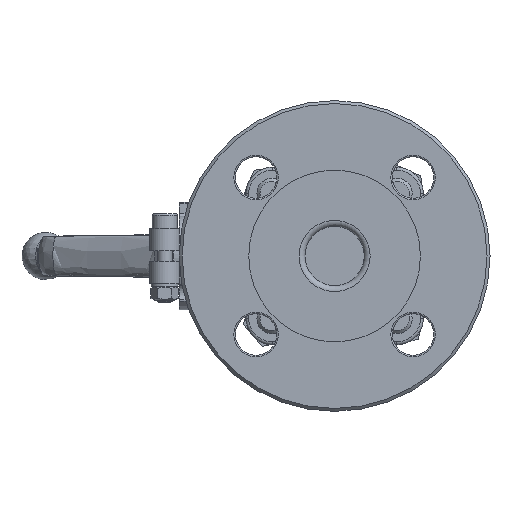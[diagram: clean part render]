
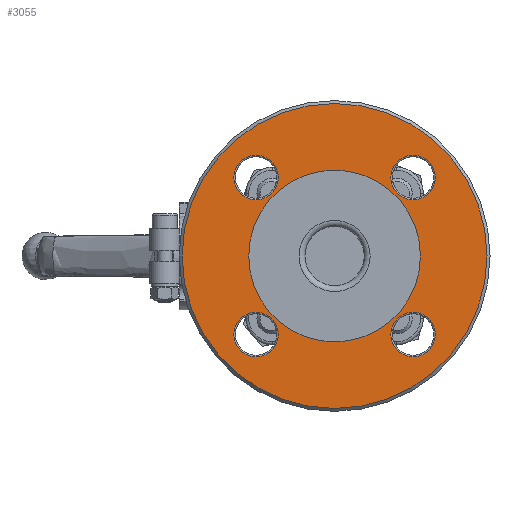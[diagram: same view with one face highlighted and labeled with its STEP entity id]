
A CAD part, left-side view. The second image highlights one B-rep face of the part: STEP entity #3055.
In plain terms, the highlighted planar face has unit normal (-1, 0, 0).
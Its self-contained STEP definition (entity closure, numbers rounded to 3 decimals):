
#995 = AXIS2_PLACEMENT_3D ( 'NONE', #24413, #28343, #2066 ) ;
#1060 = CIRCLE ( 'NONE', #22272, 29. ) ;
#1433 = FACE_BOUND ( 'NONE', #20384, .T. ) ;
#2066 = DIRECTION ( 'NONE',  ( 0., -1., 0. ) ) ;
#3055 = ADVANCED_FACE ( 'NONE', ( #38750, #30434, #45431, #11737, #20093, #1433 ), #26754, .T. ) ;
#3252 = CIRCLE ( 'NONE', #14965, 7.5 ) ;
#3703 = VERTEX_POINT ( 'NONE', #37565 ) ;
#3814 = EDGE_LOOP ( 'NONE', ( #17918 ) ) ;
#5406 = EDGE_LOOP ( 'NONE', ( #37352 ) ) ;
#6830 = DIRECTION ( 'NONE',  ( 0., -1., 0. ) ) ;
#6923 = DIRECTION ( 'NONE',  ( 0., 1., 0. ) ) ;
#7684 = DIRECTION ( 'NONE',  ( 0., 1., 0. ) ) ;
#7986 = VERTEX_POINT ( 'NONE', #12130 ) ;
#8219 = DIRECTION ( 'NONE',  ( 0., -1., 0. ) ) ;
#8373 = EDGE_CURVE ( 'NONE', #37333, #37333, #13433, .T. ) ;
#8672 = EDGE_CURVE ( 'NONE', #26780, #26780, #17974, .T. ) ;
#9058 = EDGE_CURVE ( 'NONE', #3703, #3703, #28979, .T. ) ;
#9937 = AXIS2_PLACEMENT_3D ( 'NONE', #41726, #38025, #31854 ) ;
#11074 = DIRECTION ( 'NONE',  ( 1., 0., 0. ) ) ;
#11450 = DIRECTION ( 'NONE',  ( 1., 0., 0. ) ) ;
#11737 = FACE_BOUND ( 'NONE', #5406, .T. ) ;
#12130 = CARTESIAN_POINT ( 'NONE',  ( 2., 19.017, -26.517 ) ) ;
#12472 = VERTEX_POINT ( 'NONE', #39255 ) ;
#12737 = ORIENTED_EDGE ( 'NONE', *, *, #8672, .T. ) ;
#13433 = CIRCLE ( 'NONE', #33849, 7.5 ) ;
#14965 = AXIS2_PLACEMENT_3D ( 'NONE', #26218, #11450, #26697 ) ;
#15853 = CIRCLE ( 'NONE', #995, 7.5 ) ;
#17157 = EDGE_CURVE ( 'NONE', #12472, #12472, #15853, .T. ) ;
#17164 = AXIS2_PLACEMENT_3D ( 'NONE', #21759, #22960, #8219 ) ;
#17918 = ORIENTED_EDGE ( 'NONE', *, *, #45412, .T. ) ;
#17974 = CIRCLE ( 'NONE', #17164, 7.5 ) ;
#18762 = AXIS2_PLACEMENT_3D ( 'NONE', #30769, #23376, #7684 ) ;
#18924 = EDGE_LOOP ( 'NONE', ( #20594 ) ) ;
#20093 = FACE_BOUND ( 'NONE', #3814, .T. ) ;
#20384 = EDGE_LOOP ( 'NONE', ( #46986 ) ) ;
#20594 = ORIENTED_EDGE ( 'NONE', *, *, #9058, .F. ) ;
#21464 = EDGE_CURVE ( 'NONE', #31177, #31177, #1060, .T. ) ;
#21759 = CARTESIAN_POINT ( 'NONE',  ( 2., -26.517, -26.517 ) ) ;
#22067 = EDGE_LOOP ( 'NONE', ( #12737 ) ) ;
#22272 = AXIS2_PLACEMENT_3D ( 'NONE', #25342, #11074, #6923 ) ;
#22837 = CARTESIAN_POINT ( 'NONE',  ( 2., -34.017, 26.517 ) ) ;
#22960 = DIRECTION ( 'NONE',  ( 1., 0., 0. ) ) ;
#23376 = DIRECTION ( 'NONE',  ( 1., 0., 0. ) ) ;
#24413 = CARTESIAN_POINT ( 'NONE',  ( 2., 26.517, 26.517 ) ) ;
#25342 = CARTESIAN_POINT ( 'NONE',  ( 2., 0., 0. ) ) ;
#26218 = CARTESIAN_POINT ( 'NONE',  ( 2., 26.517, -26.517 ) ) ;
#26697 = DIRECTION ( 'NONE',  ( 0., -1., 0. ) ) ;
#26754 = PLANE ( 'NONE',  #9937 ) ;
#26780 = VERTEX_POINT ( 'NONE', #48441 ) ;
#28343 = DIRECTION ( 'NONE',  ( 1., 0., 0. ) ) ;
#28876 = ORIENTED_EDGE ( 'NONE', *, *, #8373, .T. ) ;
#28979 = CIRCLE ( 'NONE', #18762, 51.5 ) ;
#30434 = FACE_BOUND ( 'NONE', #22067, .T. ) ;
#30769 = CARTESIAN_POINT ( 'NONE',  ( 2., 0., 0. ) ) ;
#31177 = VERTEX_POINT ( 'NONE', #38778 ) ;
#31854 = DIRECTION ( 'NONE',  ( 0., 1., 0. ) ) ;
#32862 = CARTESIAN_POINT ( 'NONE',  ( 2., -26.517, 26.517 ) ) ;
#33849 = AXIS2_PLACEMENT_3D ( 'NONE', #32862, #40710, #6830 ) ;
#37333 = VERTEX_POINT ( 'NONE', #22837 ) ;
#37352 = ORIENTED_EDGE ( 'NONE', *, *, #17157, .T. ) ;
#37565 = CARTESIAN_POINT ( 'NONE',  ( 2., 51.5, 0. ) ) ;
#38025 = DIRECTION ( 'NONE',  ( -1., 0., 0. ) ) ;
#38750 = FACE_OUTER_BOUND ( 'NONE', #18924, .T. ) ;
#38778 = CARTESIAN_POINT ( 'NONE',  ( 2., 29., 0. ) ) ;
#39255 = CARTESIAN_POINT ( 'NONE',  ( 2., 19.017, 26.517 ) ) ;
#40710 = DIRECTION ( 'NONE',  ( 1., 0., 0. ) ) ;
#41726 = CARTESIAN_POINT ( 'NONE',  ( 2., 40.25, 0. ) ) ;
#45412 = EDGE_CURVE ( 'NONE', #7986, #7986, #3252, .T. ) ;
#45431 = FACE_BOUND ( 'NONE', #48220, .T. ) ;
#46986 = ORIENTED_EDGE ( 'NONE', *, *, #21464, .T. ) ;
#48220 = EDGE_LOOP ( 'NONE', ( #28876 ) ) ;
#48441 = CARTESIAN_POINT ( 'NONE',  ( 2., -34.017, -26.517 ) ) ;
